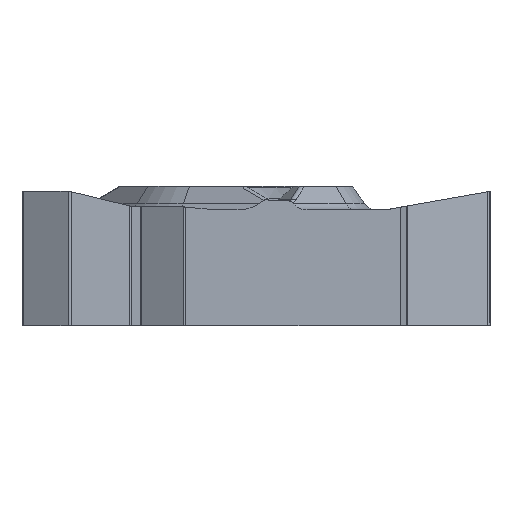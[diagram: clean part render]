
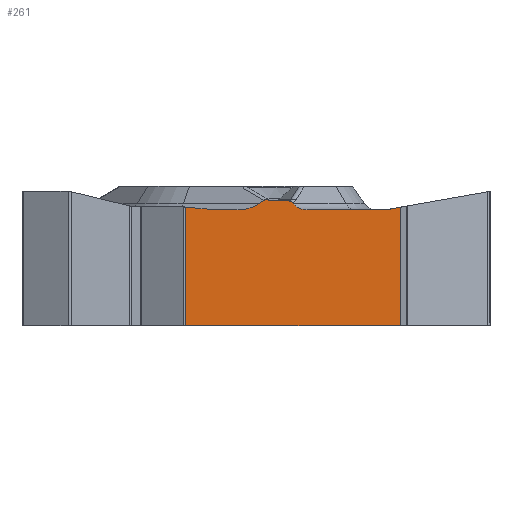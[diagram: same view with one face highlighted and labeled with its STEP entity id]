
A CAD part, left-side view. The second image highlights one B-rep face of the part: STEP entity #261.
In plain terms, the highlighted planar face has unit normal (-1, 0, 0).
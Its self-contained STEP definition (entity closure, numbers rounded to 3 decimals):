
#161=CIRCLE('',#2797,0.75);
#261=ADVANCED_FACE('',(#469),#419,.F.);
#419=PLANE('',#2804);
#469=FACE_OUTER_BOUND('',#624,.T.);
#624=EDGE_LOOP('',(#880,#881,#882,#883,#884,#885,#886,#887,#888,#889,#890,
#891,#892,#893,#894,#895,#896,#897,#898));
#788=ELLIPSE('',#2798,0.884,0.75);
#789=ELLIPSE('',#2799,0.242,0.205);
#790=ELLIPSE('',#2800,0.309,0.3);
#791=ELLIPSE('',#2801,0.304,0.205);
#792=ELLIPSE('',#2802,1.5,0.75);
#793=ELLIPSE('',#2803,1.5,0.75);
#880=ORIENTED_EDGE('',*,*,#1946,.T.);
#881=ORIENTED_EDGE('',*,*,#1948,.T.);
#882=ORIENTED_EDGE('',*,*,#1949,.T.);
#883=ORIENTED_EDGE('',*,*,#1950,.T.);
#884=ORIENTED_EDGE('',*,*,#1951,.T.);
#885=ORIENTED_EDGE('',*,*,#1952,.T.);
#886=ORIENTED_EDGE('',*,*,#1953,.T.);
#887=ORIENTED_EDGE('',*,*,#1954,.F.);
#888=ORIENTED_EDGE('',*,*,#1955,.F.);
#889=ORIENTED_EDGE('',*,*,#1956,.F.);
#890=ORIENTED_EDGE('',*,*,#1931,.T.);
#891=ORIENTED_EDGE('',*,*,#1957,.T.);
#892=ORIENTED_EDGE('',*,*,#1958,.F.);
#893=ORIENTED_EDGE('',*,*,#1959,.F.);
#894=ORIENTED_EDGE('',*,*,#1960,.T.);
#895=ORIENTED_EDGE('',*,*,#1961,.T.);
#896=ORIENTED_EDGE('',*,*,#1962,.T.);
#897=ORIENTED_EDGE('',*,*,#1963,.T.);
#898=ORIENTED_EDGE('',*,*,#1964,.T.);
#1677=VERTEX_POINT('',#4281);
#1678=VERTEX_POINT('',#4283);
#1692=VERTEX_POINT('',#4312);
#1693=VERTEX_POINT('',#4314);
#1694=VERTEX_POINT('',#4318);
#1695=VERTEX_POINT('',#4320);
#1696=VERTEX_POINT('',#4322);
#1697=VERTEX_POINT('',#4324);
#1698=VERTEX_POINT('',#4326);
#1699=VERTEX_POINT('',#4328);
#1700=VERTEX_POINT('',#4330);
#1701=VERTEX_POINT('',#4338);
#1702=VERTEX_POINT('',#4341);
#1703=VERTEX_POINT('',#4352);
#1704=VERTEX_POINT('',#4354);
#1705=VERTEX_POINT('',#4356);
#1706=VERTEX_POINT('',#4358);
#1707=VERTEX_POINT('',#4360);
#1708=VERTEX_POINT('',#4362);
#1931=EDGE_CURVE('',#1678,#1677,#2333,.T.);
#1946=EDGE_CURVE('',#1693,#1692,#2345,.T.);
#1948=EDGE_CURVE('',#1692,#1694,#2346,.T.);
#1949=EDGE_CURVE('',#1694,#1695,#2347,.T.);
#1950=EDGE_CURVE('',#1695,#1696,#2348,.T.);
#1951=EDGE_CURVE('',#1696,#1697,#161,.T.);
#1952=EDGE_CURVE('',#1697,#1698,#2349,.T.);
#1953=EDGE_CURVE('',#1698,#1699,#788,.T.);
#1954=EDGE_CURVE('',#1700,#1699,#2350,.T.);
#1955=EDGE_CURVE('',#1701,#1700,#2714,.T.);
#1956=EDGE_CURVE('',#1678,#1701,#789,.T.);
#1957=EDGE_CURVE('',#1677,#1702,#790,.T.);
#1958=EDGE_CURVE('',#1703,#1702,#2715,.T.);
#1959=EDGE_CURVE('',#1704,#1703,#791,.T.);
#1960=EDGE_CURVE('',#1704,#1705,#2351,.T.);
#1961=EDGE_CURVE('',#1705,#1706,#792,.T.);
#1962=EDGE_CURVE('',#1706,#1707,#2352,.T.);
#1963=EDGE_CURVE('',#1707,#1708,#793,.T.);
#1964=EDGE_CURVE('',#1708,#1693,#2353,.T.);
#2333=LINE('',#4282,#2522);
#2345=LINE('',#4313,#2534);
#2346=LINE('',#4317,#2535);
#2347=LINE('',#4319,#2536);
#2348=LINE('',#4321,#2537);
#2349=LINE('',#4325,#2538);
#2350=LINE('',#4329,#2539);
#2351=LINE('',#4355,#2540);
#2352=LINE('',#4359,#2541);
#2353=LINE('',#4363,#2542);
#2522=VECTOR('',#3105,1.);
#2534=VECTOR('',#3125,1.);
#2535=VECTOR('',#3130,1.);
#2536=VECTOR('',#3131,1.);
#2537=VECTOR('',#3132,1.);
#2538=VECTOR('',#3135,1.);
#2539=VECTOR('',#3138,1.);
#2540=VECTOR('',#3145,1.);
#2541=VECTOR('',#3148,1.);
#2542=VECTOR('',#3151,1.);
#2714=B_SPLINE_CURVE_WITH_KNOTS('',3,(#4331,#4332,#4333,#4334,#4335,#4336,
#4337),.UNSPECIFIED.,.F.,.F.,(4,3,4),(0.,0.539,1.),
 .UNSPECIFIED.);
#2715=B_SPLINE_CURVE_WITH_KNOTS('',3,(#4342,#4343,#4344,#4345,#4346,#4347,
#4348,#4349,#4350,#4351),.UNSPECIFIED.,.F.,.F.,(4,3,3,4),(0.,0.216,
0.521,1.),.UNSPECIFIED.);
#2797=AXIS2_PLACEMENT_3D('',#4323,#3133,#3134);
#2798=AXIS2_PLACEMENT_3D('',#4327,#3136,#3137);
#2799=AXIS2_PLACEMENT_3D('',#4339,#3139,#3140);
#2800=AXIS2_PLACEMENT_3D('',#4340,#3141,#3142);
#2801=AXIS2_PLACEMENT_3D('',#4353,#3143,#3144);
#2802=AXIS2_PLACEMENT_3D('',#4357,#3146,#3147);
#2803=AXIS2_PLACEMENT_3D('',#4361,#3149,#3150);
#2804=AXIS2_PLACEMENT_3D('',#4364,#3152,#3153);
#3105=DIRECTION('',(0.,1.,0.));
#3125=DIRECTION('',(0.,0.,-1.));
#3130=DIRECTION('',(0.,-1.,0.));
#3131=DIRECTION('',(0.,0.,1.));
#3132=DIRECTION('',(0.,0.985,-0.174));
#3133=DIRECTION('',(1.,0.,0.));
#3134=DIRECTION('',(0.,1.,0.));
#3135=DIRECTION('',(0.,1.,0.));
#3136=DIRECTION('',(1.,0.,0.));
#3137=DIRECTION('',(0.,1.,0.));
#3138=DIRECTION('',(0.,-0.637,-0.771));
#3139=DIRECTION('',(1.,0.,0.));
#3140=DIRECTION('',(0.,-1.,0.));
#3141=DIRECTION('',(1.,0.,0.));
#3142=DIRECTION('',(0.,1.,0.));
#3143=DIRECTION('',(1.,0.,0.));
#3144=DIRECTION('',(0.,-0.858,-0.514));
#3145=DIRECTION('',(0.,0.814,-0.581));
#3146=DIRECTION('',(1.,0.,0.));
#3147=DIRECTION('',(0.,1.,0.));
#3148=DIRECTION('',(0.,1.,0.));
#3149=DIRECTION('',(1.,0.,0.));
#3150=DIRECTION('',(0.,1.,0.));
#3151=DIRECTION('',(0.,0.996,0.088));
#3152=DIRECTION('',(1.,0.,0.));
#3153=DIRECTION('',(0.,1.,0.));
#4281=CARTESIAN_POINT('',(-7.938,-1.528,-0.3));
#4282=CARTESIAN_POINT('',(-7.938,0.,-0.3));
#4283=CARTESIAN_POINT('',(-7.938,-2.414,-0.3));
#4312=CARTESIAN_POINT('',(-7.938,3.123,-7.));
#4313=CARTESIAN_POINT('',(-7.938,3.123,25.));
#4314=CARTESIAN_POINT('',(-7.938,3.123,-0.628));
#4317=CARTESIAN_POINT('',(-7.938,3.123,-7.));
#4318=CARTESIAN_POINT('',(-7.938,-8.398,-7.));
#4319=CARTESIAN_POINT('',(-7.938,-8.398,25.));
#4320=CARTESIAN_POINT('',(-7.938,-8.398,-0.635));
#4321=CARTESIAN_POINT('',(-7.938,-4.637,-1.298));
#4322=CARTESIAN_POINT('',(-7.938,-7.635,-0.77));
#4323=CARTESIAN_POINT('',(-7.938,-7.504,-0.031));
#4324=CARTESIAN_POINT('',(-7.938,-7.504,-0.781));
#4325=CARTESIAN_POINT('',(-7.938,0.,-0.781));
#4326=CARTESIAN_POINT('',(-7.938,-3.398,-0.781));
#4327=CARTESIAN_POINT('',(-7.938,-3.398,-0.031));
#4328=CARTESIAN_POINT('',(-7.938,-2.673,-0.461));
#4329=CARTESIAN_POINT('',(-7.937,10.911,15.991));
#4330=CARTESIAN_POINT('',(-7.938,-2.609,-0.384));
#4331=CARTESIAN_POINT('',(-7.938,-2.454,-0.303));
#4332=CARTESIAN_POINT('',(-7.938,-2.486,-0.307));
#4333=CARTESIAN_POINT('',(-7.938,-2.518,-0.317));
#4334=CARTESIAN_POINT('',(-7.938,-2.546,-0.332));
#4335=CARTESIAN_POINT('',(-7.938,-2.57,-0.345));
#4336=CARTESIAN_POINT('',(-7.938,-2.592,-0.363));
#4337=CARTESIAN_POINT('',(-7.938,-2.609,-0.384));
#4338=CARTESIAN_POINT('',(-7.938,-2.454,-0.303));
#4339=CARTESIAN_POINT('',(-7.938,-2.414,-0.505));
#4340=CARTESIAN_POINT('',(-7.938,-1.528,0.));
#4341=CARTESIAN_POINT('',(-7.938,-1.408,-0.276));
#4342=CARTESIAN_POINT('',(-7.938,-1.079,-0.264));
#4343=CARTESIAN_POINT('',(-7.938,-1.1,-0.25));
#4344=CARTESIAN_POINT('',(-7.938,-1.124,-0.242));
#4345=CARTESIAN_POINT('',(-7.938,-1.148,-0.237));
#4346=CARTESIAN_POINT('',(-7.938,-1.181,-0.23));
#4347=CARTESIAN_POINT('',(-7.938,-1.217,-0.23));
#4348=CARTESIAN_POINT('',(-7.938,-1.251,-0.234));
#4349=CARTESIAN_POINT('',(-7.938,-1.305,-0.24));
#4350=CARTESIAN_POINT('',(-7.938,-1.358,-0.256));
#4351=CARTESIAN_POINT('',(-7.938,-1.408,-0.276));
#4352=CARTESIAN_POINT('',(-7.938,-1.079,-0.264));
#4353=CARTESIAN_POINT('',(-7.938,-1.293,-0.468));
#4354=CARTESIAN_POINT('',(-7.938,-1.072,-0.268));
#4355=CARTESIAN_POINT('',(-7.938,-12.312,7.758));
#4356=CARTESIAN_POINT('',(-7.938,-0.802,-0.461));
#4357=CARTESIAN_POINT('',(-7.938,0.427,-0.031));
#4358=CARTESIAN_POINT('',(-7.938,0.427,-0.781));
#4359=CARTESIAN_POINT('',(-7.938,3.123,-0.781));
#4360=CARTESIAN_POINT('',(-7.938,1.261,-0.781));
#4361=CARTESIAN_POINT('',(-7.938,1.261,-0.031));
#4362=CARTESIAN_POINT('',(-7.938,1.521,-0.77));
#4363=CARTESIAN_POINT('',(-7.938,5.365,-0.431));
#4364=CARTESIAN_POINT('',(-7.938,3.123,25.));
